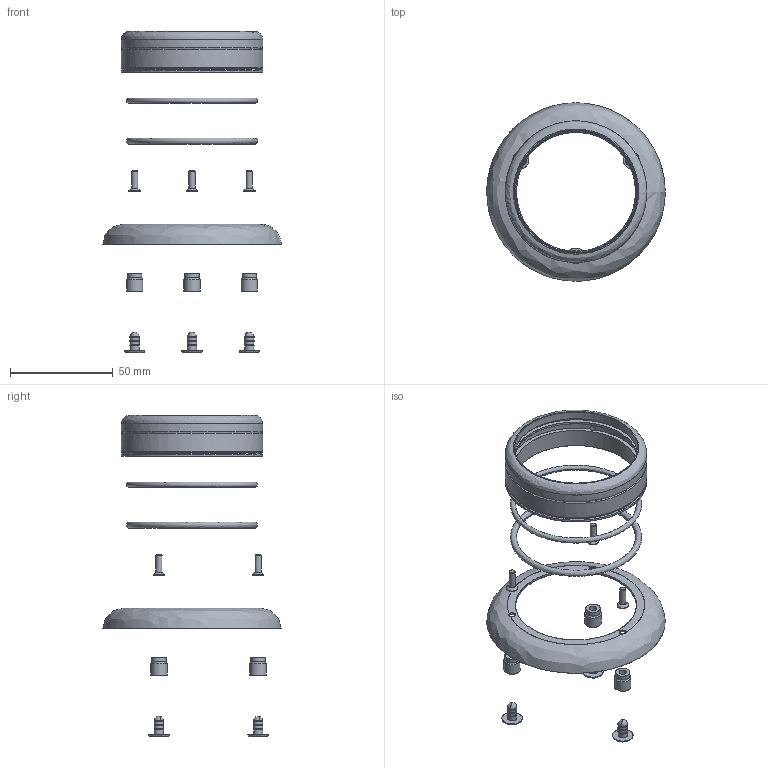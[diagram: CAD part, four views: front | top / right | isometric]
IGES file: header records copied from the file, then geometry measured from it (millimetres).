
Global section: file name: 3001_T.USTU_SABUNLUK_KROM.igs; native system: NX V11.0; preprocessor: SIEMENS PLM Software NX 11.0; date: 20220127.154407; units: millimetre
Bounding box: 87 x 87 x 156.6 mm (x, y, z)
Surface area: 26942.4 mm2 (no closed solid volume)
Topology: 0 solids, 0 shells, 228 faces, 1853 edges, 1741 vertices
Faces by surface type: bspline 228
